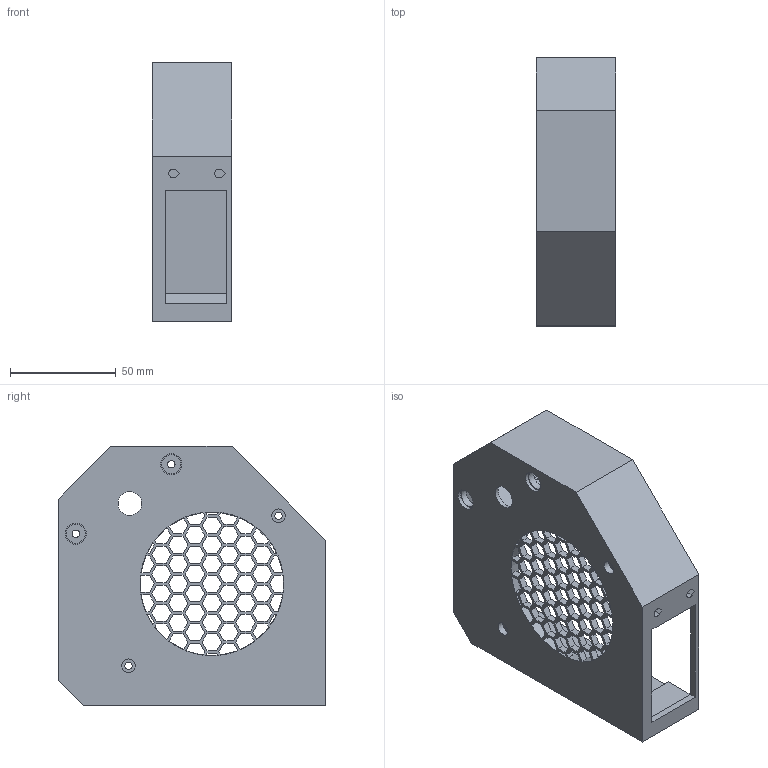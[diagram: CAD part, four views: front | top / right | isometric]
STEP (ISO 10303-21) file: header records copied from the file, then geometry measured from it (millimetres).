
FILE_DESCRIPTION(/* description */ (''),/* implementation_level */ '2;1');
FILE_NAME(/* name */ 'fan_housing.step',/* time_stamp */ '2025-06-19T09:55:34-04:00',/* author */ (''),/* organization */ (''),/* preprocessor_version */ 'ST-DEVELOPER v20.1',/* originating_system */ 'Autodesk Translation Framework v14.10.0.0',/* authorisation */ '');
FILE_SCHEMA (('AUTOMOTIVE_DESIGN { 1 0 10303 214 3 1 1 }'));
Length unit declared in the file: millimetre
Products named in the file (1): Fan Housing
Bounding box: 37.8 x 126.8 x 122.6 mm (x, y, z)
Volume: 80844.8 mm3; surface area: 61250.7 mm2
Topology: 1 solids, 1 shells, 432 faces, 1330 edges, 885 vertices
Faces by surface type: plane 392, cylinder 35, bspline 5
Full cylindrical faces by diameter (mm): 3.5 x4, 6.5 x2, 9 x2, 10 x2, 11.2 x1, 68 x1
Entity records: 15332 total; most frequent: CARTESIAN_POINT 3069, ORIENTED_EDGE 2660, DIRECTION 2293, EDGE_CURVE 1330, LINE 1201, VECTOR 1201, VERTEX_POINT 885, EDGE_LOOP 555
